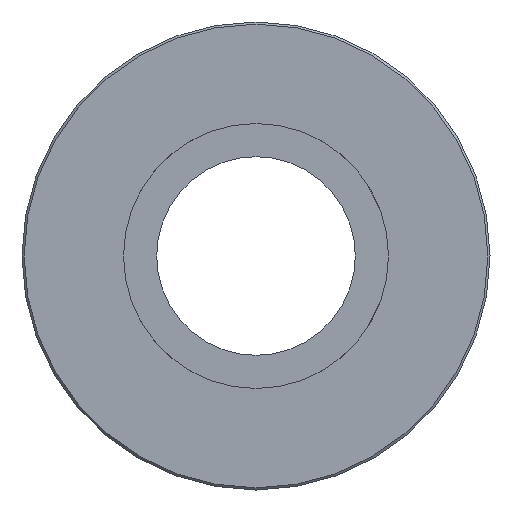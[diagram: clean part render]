
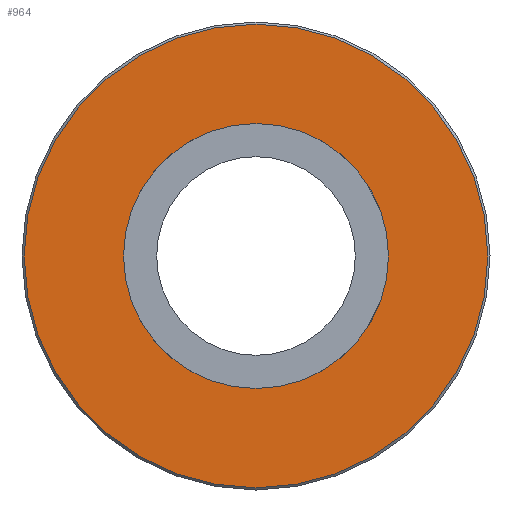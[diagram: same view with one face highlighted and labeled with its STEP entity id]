
A CAD part, left-side view. The second image highlights one B-rep face of the part: STEP entity #964.
In plain terms, the highlighted planar face has unit normal (-1, 0, 0).
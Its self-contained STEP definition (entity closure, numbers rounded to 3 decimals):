
#161=PLANE($,#1026);
#215=FACE_BOUND($,#309,.T.);
#216=FACE_BOUND($,#310,.T.);
#309=EDGE_LOOP($,(#688));
#310=EDGE_LOOP($,(#689));
#397=CIRCLE($,#1022,52.5);
#400=CIRCLE($,#1027,30.);
#450=VERTEX_POINT($,#1416);
#453=VERTEX_POINT($,#1424);
#547=EDGE_CURVE($,#450,#450,#397,.T.);
#550=EDGE_CURVE($,#453,#453,#400,.T.);
#688=ORIENTED_EDGE($,*,*,#550,.T.);
#689=ORIENTED_EDGE($,*,*,#547,.F.);
#964=ADVANCED_FACE($,(#215,#216),#161,.T.);
#1022=AXIS2_PLACEMENT_3D($,#1417,#1134,#1135);
#1026=AXIS2_PLACEMENT_3D($,#1423,#1142,#1143);
#1027=AXIS2_PLACEMENT_3D($,#1425,#1144,#1145);
#1134=DIRECTION('center_axis',(1.,0.,0.));
#1135=DIRECTION('ref_axis',(0.,-1.,0.));
#1142=DIRECTION('center_axis',(-1.,0.,0.));
#1143=DIRECTION('ref_axis',(0.,0.,1.));
#1144=DIRECTION('center_axis',(1.,0.,0.));
#1145=DIRECTION('ref_axis',(0.,0.,-1.));
#1416=CARTESIAN_POINT('',(0.,52.5,0.));
#1417=CARTESIAN_POINT('Origin',(0.,0.,0.));
#1423=CARTESIAN_POINT('Origin',(0.,41.5,0.));
#1424=CARTESIAN_POINT('',(0.,0.,
30.));
#1425=CARTESIAN_POINT('Origin',(0.,0.,0.));
